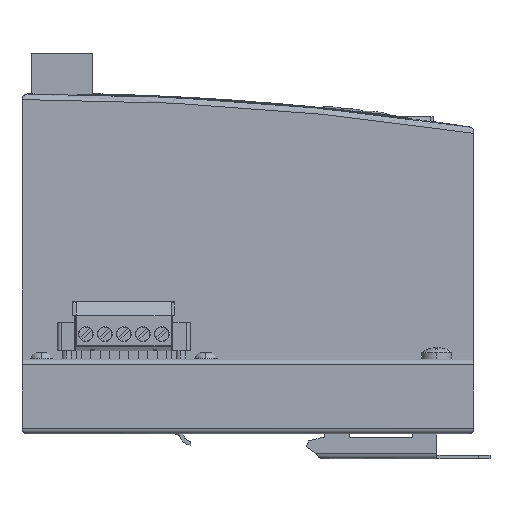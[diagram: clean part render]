
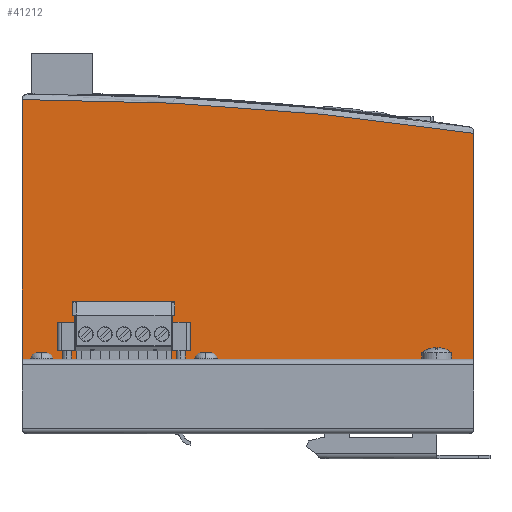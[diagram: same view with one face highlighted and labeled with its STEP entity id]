
A CAD part, left-side view. The second image highlights one B-rep face of the part: STEP entity #41212.
In plain terms, the highlighted planar face has unit normal (-1, 0, 0).
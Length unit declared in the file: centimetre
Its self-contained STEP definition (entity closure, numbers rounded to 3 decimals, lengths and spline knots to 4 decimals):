
#2107=PLANE('',#43842);
#4192=VECTOR('',#48363,1.);
#4195=VECTOR('',#48367,1.);
#4196=VECTOR('',#48370,1.);
#8418=LINE('',#57973,#4192);
#8421=LINE('',#57979,#4195);
#8422=LINE('',#57983,#4196);
#12613=VERTEX_POINT('',#57968);
#12614=VERTEX_POINT('',#57970);
#12615=VERTEX_POINT('',#57974);
#12617=VERTEX_POINT('',#57980);
#12618=VERTEX_POINT('',#57982);
#12619=VERTEX_POINT('',#57984);
#16164=CIRCLE('',#43840,0.15);
#16165=CIRCLE('',#43843,79.85);
#16166=CIRCLE('',#43844,0.15);
#18190=EDGE_CURVE('',#12613,#12614,#16164,.T.);
#18192=EDGE_CURVE('',#12614,#12615,#8418,.T.);
#18195=EDGE_CURVE('',#12617,#12613,#8421,.T.);
#18196=EDGE_CURVE('',#12618,#12617,#16165,.T.);
#18197=EDGE_CURVE('',#12619,#12618,#8422,.T.);
#18198=EDGE_CURVE('',#12615,#12619,#16166,.T.);
#25620=ORIENTED_EDGE('',*,*,#18190,.F.);
#25621=ORIENTED_EDGE('',*,*,#18195,.F.);
#25622=ORIENTED_EDGE('',*,*,#18196,.F.);
#25623=ORIENTED_EDGE('',*,*,#18197,.F.);
#25624=ORIENTED_EDGE('',*,*,#18198,.F.);
#25625=ORIENTED_EDGE('',*,*,#18192,.F.);
#36077=EDGE_LOOP('',(#25620,#25621,#25622,#25623,#25624,#25625));
#38658=FACE_BOUND('',#36077,.T.);
#41212=ADVANCED_FACE('',(#38658),#2107,.F.);
#43840=AXIS2_PLACEMENT_3D('',#57969,#48359,#48360);
#43842=AXIS2_PLACEMENT_3D('',#57978,#48366,$);
#43843=AXIS2_PLACEMENT_3D('',#57981,#48368,#48369);
#43844=AXIS2_PLACEMENT_3D('',#57985,#48371,#48372);
#48359=DIRECTION('',(1.,0.,0.));
#48360=DIRECTION('',(0.,-0.106,-0.106));
#48363=DIRECTION('',(0.,1.,0.));
#48366=DIRECTION('',(1.,0.,0.));
#48367=DIRECTION('',(0.,0.,-1.));
#48368=DIRECTION('',(1.,0.,0.));
#48369=DIRECTION('',(0.,-5.923,79.63));
#48370=DIRECTION('',(0.,0.,1.));
#48371=DIRECTION('',(1.,0.,0.));
#48372=DIRECTION('',(0.,0.106,-0.106));
#57968=CARTESIAN_POINT('',(-2.9,-6.05,0.15));
#57969=CARTESIAN_POINT('',(-2.9,-5.9,0.15));
#57970=CARTESIAN_POINT('',(-2.9,-5.9,0.));
#57973=CARTESIAN_POINT('',(-2.9,-6.05,0.));
#57974=CARTESIAN_POINT('',(-2.9,5.9,0.));
#57978=CARTESIAN_POINT('',(-2.9,0.1281,4.3749));
#57979=CARTESIAN_POINT('',(-2.9,-6.05,8.2));
#57980=CARTESIAN_POINT('',(-2.9,-6.05,8.0483));
#57981=CARTESIAN_POINT('',(-2.9,5.9169,-70.8999));
#57982=CARTESIAN_POINT('',(-2.9,6.05,8.95));
#57983=CARTESIAN_POINT('',(-2.9,6.05,0.));
#57984=CARTESIAN_POINT('',(-2.9,6.05,0.15));
#57985=CARTESIAN_POINT('',(-2.9,5.9,0.15));
